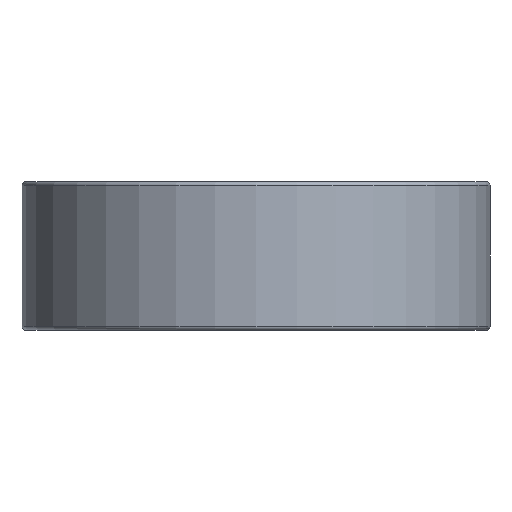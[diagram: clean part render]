
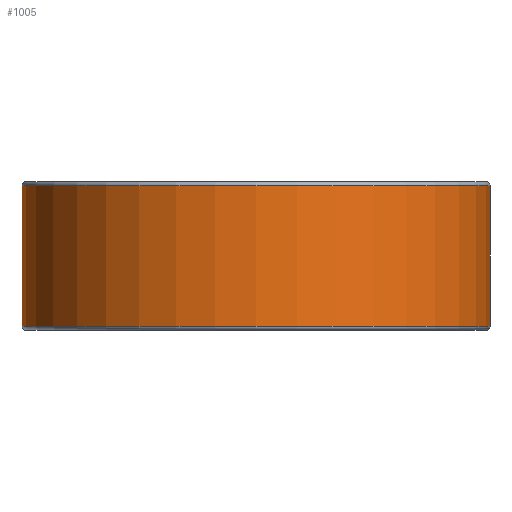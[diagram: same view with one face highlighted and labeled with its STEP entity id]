
A CAD part, front view. The second image highlights one B-rep face of the part: STEP entity #1005.
In plain terms, the highlighted cylindrical face has radius 11 mm (diameter 22 mm), a full revolution.
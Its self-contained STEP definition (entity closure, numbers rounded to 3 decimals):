
#847 = TOROIDAL_SURFACE('',#848,10.8,0.2);
#848 = AXIS2_PLACEMENT_3D('',#849,#850,#851);
#849 = CARTESIAN_POINT('',(0.,0.,3.3));
#850 = DIRECTION('',(0.,0.,-1.));
#851 = DIRECTION('',(1.,0.,0.));
#921 = VERTEX_POINT('',#922);
#922 = CARTESIAN_POINT('',(11.,0.,3.3));
#944 = EDGE_CURVE('',#921,#921,#945,.T.);
#945 = SURFACE_CURVE('',#946,(#951,#958),.PCURVE_S1.);
#946 = CIRCLE('',#947,11.);
#947 = AXIS2_PLACEMENT_3D('',#948,#949,#950);
#948 = CARTESIAN_POINT('',(0.,0.,3.3));
#949 = DIRECTION('',(0.,0.,1.));
#950 = DIRECTION('',(1.,0.,0.));
#951 = PCURVE('',#847,#952);
#952 = DEFINITIONAL_REPRESENTATION('',(#953),#957);
#953 = LINE('',#954,#955);
#954 = CARTESIAN_POINT('',(-0.,6.283));
#955 = VECTOR('',#956,1.);
#956 = DIRECTION('',(-1.,0.));
#957 = ( GEOMETRIC_REPRESENTATION_CONTEXT(2) 
PARAMETRIC_REPRESENTATION_CONTEXT() REPRESENTATION_CONTEXT('2D SPACE',''
  ) );
#958 = PCURVE('',#959,#964);
#959 = CYLINDRICAL_SURFACE('',#960,11.);
#960 = AXIS2_PLACEMENT_3D('',#961,#962,#963);
#961 = CARTESIAN_POINT('',(0.,0.,3.5));
#962 = DIRECTION('',(0.,0.,-1.));
#963 = DIRECTION('',(1.,0.,0.));
#964 = DEFINITIONAL_REPRESENTATION('',(#965),#969);
#965 = LINE('',#966,#967);
#966 = CARTESIAN_POINT('',(0.,0.2));
#967 = VECTOR('',#968,1.);
#968 = DIRECTION('',(-1.,0.));
#969 = ( GEOMETRIC_REPRESENTATION_CONTEXT(2) 
PARAMETRIC_REPRESENTATION_CONTEXT() REPRESENTATION_CONTEXT('2D SPACE',''
  ) );
#1005 = ADVANCED_FACE('',(#1006),#959,.T.);
#1006 = FACE_BOUND('',#1007,.F.);
#1007 = EDGE_LOOP('',(#1008,#1031,#1032,#1033));
#1008 = ORIENTED_EDGE('',*,*,#1009,.F.);
#1009 = EDGE_CURVE('',#921,#1010,#1012,.T.);
#1010 = VERTEX_POINT('',#1011);
#1011 = CARTESIAN_POINT('',(11.,0.,-3.3));
#1012 = SEAM_CURVE('',#1013,(#1017,#1024),.PCURVE_S1.);
#1013 = LINE('',#1014,#1015);
#1014 = CARTESIAN_POINT('',(11.,0.,3.5));
#1015 = VECTOR('',#1016,1.);
#1016 = DIRECTION('',(0.,0.,-1.));
#1017 = PCURVE('',#959,#1018);
#1018 = DEFINITIONAL_REPRESENTATION('',(#1019),#1023);
#1019 = LINE('',#1020,#1021);
#1020 = CARTESIAN_POINT('',(-0.,0.));
#1021 = VECTOR('',#1022,1.);
#1022 = DIRECTION('',(-0.,1.));
#1023 = ( GEOMETRIC_REPRESENTATION_CONTEXT(2) 
PARAMETRIC_REPRESENTATION_CONTEXT() REPRESENTATION_CONTEXT('2D SPACE',''
  ) );
#1024 = PCURVE('',#959,#1025);
#1025 = DEFINITIONAL_REPRESENTATION('',(#1026),#1030);
#1026 = LINE('',#1027,#1028);
#1027 = CARTESIAN_POINT('',(-6.283,0.));
#1028 = VECTOR('',#1029,1.);
#1029 = DIRECTION('',(-0.,1.));
#1030 = ( GEOMETRIC_REPRESENTATION_CONTEXT(2) 
PARAMETRIC_REPRESENTATION_CONTEXT() REPRESENTATION_CONTEXT('2D SPACE',''
  ) );
#1031 = ORIENTED_EDGE('',*,*,#944,.T.);
#1032 = ORIENTED_EDGE('',*,*,#1009,.T.);
#1033 = ORIENTED_EDGE('',*,*,#1034,.F.);
#1034 = EDGE_CURVE('',#1010,#1010,#1035,.T.);
#1035 = SURFACE_CURVE('',#1036,(#1041,#1048),.PCURVE_S1.);
#1036 = CIRCLE('',#1037,11.);
#1037 = AXIS2_PLACEMENT_3D('',#1038,#1039,#1040);
#1038 = CARTESIAN_POINT('',(0.,0.,-3.3));
#1039 = DIRECTION('',(0.,0.,1.));
#1040 = DIRECTION('',(1.,0.,0.));
#1041 = PCURVE('',#959,#1042);
#1042 = DEFINITIONAL_REPRESENTATION('',(#1043),#1047);
#1043 = LINE('',#1044,#1045);
#1044 = CARTESIAN_POINT('',(-0.,6.8));
#1045 = VECTOR('',#1046,1.);
#1046 = DIRECTION('',(-1.,0.));
#1047 = ( GEOMETRIC_REPRESENTATION_CONTEXT(2) 
PARAMETRIC_REPRESENTATION_CONTEXT() REPRESENTATION_CONTEXT('2D SPACE',''
  ) );
#1048 = PCURVE('',#1049,#1054);
#1049 = TOROIDAL_SURFACE('',#1050,10.8,0.2);
#1050 = AXIS2_PLACEMENT_3D('',#1051,#1052,#1053);
#1051 = CARTESIAN_POINT('',(0.,0.,-3.3));
#1052 = DIRECTION('',(0.,0.,-1.));
#1053 = DIRECTION('',(1.,0.,0.));
#1054 = DEFINITIONAL_REPRESENTATION('',(#1055),#1059);
#1055 = LINE('',#1056,#1057);
#1056 = CARTESIAN_POINT('',(-0.,0.));
#1057 = VECTOR('',#1058,1.);
#1058 = DIRECTION('',(-1.,0.));
#1059 = ( GEOMETRIC_REPRESENTATION_CONTEXT(2) 
PARAMETRIC_REPRESENTATION_CONTEXT() REPRESENTATION_CONTEXT('2D SPACE',''
  ) );
